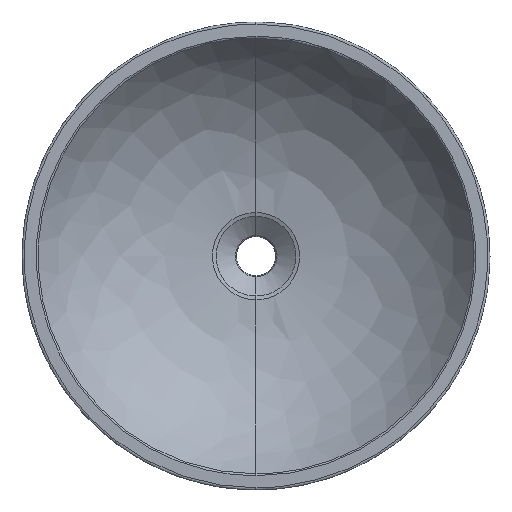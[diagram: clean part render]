
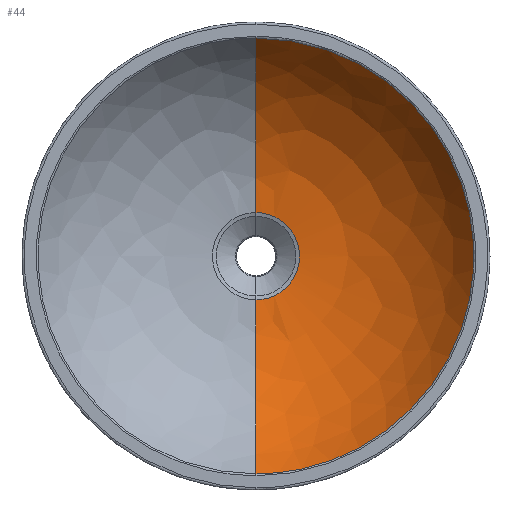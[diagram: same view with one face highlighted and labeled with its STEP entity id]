
A CAD part, top view. The second image highlights one B-rep face of the part: STEP entity #44.
In plain terms, the highlighted free-form (B-spline) face has degree [2, 2] with [9, 5] control points.
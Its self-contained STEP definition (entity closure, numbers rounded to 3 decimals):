
#44=ADVANCED_FACE('',(#84),#500,.T.);
#84=FACE_OUTER_BOUND('',#123,.T.);
#123=EDGE_LOOP('',(#176,#177,#178,#179));
#176=ORIENTED_EDGE('',*,*,#329,.F.);
#177=ORIENTED_EDGE('',*,*,#308,.T.);
#178=ORIENTED_EDGE('',*,*,#323,.F.);
#179=ORIENTED_EDGE('',*,*,#342,.F.);
#308=EDGE_CURVE('',#462,#463,#390,.T.);
#323=EDGE_CURVE('',#468,#463,#405,.T.);
#329=EDGE_CURVE('',#462,#469,#411,.T.);
#342=EDGE_CURVE('',#469,#468,#422,.T.);
#390=(
BOUNDED_CURVE()
B_SPLINE_CURVE(2,(#1564,#1565,#1566),.UNSPECIFIED.,.F.,.F.)
B_SPLINE_CURVE_WITH_KNOTS((3,3),(40.04,231.783),
 .UNSPECIFIED.)
CURVE()
GEOMETRIC_REPRESENTATION_ITEM()
RATIONAL_B_SPLINE_CURVE((1.,0.882,1.))
REPRESENTATION_ITEM('')
);
#405=(
BOUNDED_CURVE()
B_SPLINE_CURVE(2,(#1629,#1630,#1631,#1632,#1633),.UNSPECIFIED.,.F.,.F.)
B_SPLINE_CURVE_WITH_KNOTS((3,2,3),(0.,313.242,626.485),
 .UNSPECIFIED.)
CURVE()
GEOMETRIC_REPRESENTATION_ITEM()
RATIONAL_B_SPLINE_CURVE((1.,0.707,1.,0.707,1.))
REPRESENTATION_ITEM('')
);
#411=(
BOUNDED_CURVE()
B_SPLINE_CURVE(2,(#1655,#1656,#1657,#1658,#1659),.UNSPECIFIED.,.F.,.F.)
B_SPLINE_CURVE_WITH_KNOTS((3,2,3),(125.274,187.91,250.547),
 .UNSPECIFIED.)
CURVE()
GEOMETRIC_REPRESENTATION_ITEM()
RATIONAL_B_SPLINE_CURVE((1.,0.707,1.,0.707,1.))
REPRESENTATION_ITEM('')
);
#422=(
BOUNDED_CURVE()
B_SPLINE_CURVE(2,(#1708,#1709,#1710),.UNSPECIFIED.,.F.,.F.)
B_SPLINE_CURVE_WITH_KNOTS((3,3),(40.04,231.783),
 .UNSPECIFIED.)
CURVE()
GEOMETRIC_REPRESENTATION_ITEM()
RATIONAL_B_SPLINE_CURVE((1.,0.882,1.))
REPRESENTATION_ITEM('')
);
#462=VERTEX_POINT('',#1534);
#463=VERTEX_POINT('',#1535);
#468=VERTEX_POINT('',#1540);
#469=VERTEX_POINT('',#1541);
#500=(
BOUNDED_SURFACE()
B_SPLINE_SURFACE(2,2,((#658,#659,#660,#661,#662),(#663,#664,#665,#666,#667),
(#668,#669,#670,#671,#672),(#673,#674,#675,#676,#677),(#678,#679,#680,#681,
#682),(#683,#684,#685,#686,#687),(#688,#689,#690,#691,#692),(#693,#694,
#695,#696,#697),(#698,#699,#700,#701,#702)),.UNSPECIFIED.,.F.,.F.,.F.)
B_SPLINE_SURFACE_WITH_KNOTS((3,2,2,2,3),(3,2,3),(0.,170.503,341.006,
511.508,682.011),(0.,52.381,104.762),
 .UNSPECIFIED.)
GEOMETRIC_REPRESENTATION_ITEM()
RATIONAL_B_SPLINE_SURFACE(((1.,0.707,1.,0.707,1.),
(0.907,0.641,0.907,0.641,
0.907),(1.,0.707,1.,0.707,1.),(0.907,
0.641,0.907,0.641,0.907),
(1.,0.707,1.,0.707,1.),(0.907,0.641,
0.907,0.641,0.907),(1.,0.707,
1.,0.707,1.),(0.907,0.641,0.907,
0.641,0.907),(1.,0.707,1.,0.707,
1.)))
REPRESENTATION_ITEM('')
SURFACE()
);
#658=CARTESIAN_POINT('',(0.,17.806,0.));
#659=CARTESIAN_POINT('',(0.,17.806,0.));
#660=CARTESIAN_POINT('',(0.,17.806,0.));
#661=CARTESIAN_POINT('',(0.,17.806,0.));
#662=CARTESIAN_POINT('',(0.,17.806,0.));
#663=CARTESIAN_POINT('',(0.,2.29,89.752));
#664=CARTESIAN_POINT('',(89.752,2.29,89.752));
#665=CARTESIAN_POINT('',(89.752,2.29,0.));
#666=CARTESIAN_POINT('',(89.752,2.29,-89.752));
#667=CARTESIAN_POINT('',(0.,2.29,-89.752));
#668=CARTESIAN_POINT('',(0.,60.954,159.428));
#669=CARTESIAN_POINT('',(159.428,60.954,159.428));
#670=CARTESIAN_POINT('',(159.428,60.954,0.));
#671=CARTESIAN_POINT('',(159.428,60.954,-159.428));
#672=CARTESIAN_POINT('',(0.,60.954,-159.428));
#673=CARTESIAN_POINT('',(0.,119.619,229.104));
#674=CARTESIAN_POINT('',(229.104,119.619,229.104));
#675=CARTESIAN_POINT('',(229.104,119.619,0.));
#676=CARTESIAN_POINT('',(229.104,119.619,-229.104));
#677=CARTESIAN_POINT('',(0.,119.619,-229.104));
#678=CARTESIAN_POINT('',(0.,210.702,229.104));
#679=CARTESIAN_POINT('',(229.104,210.702,229.104));
#680=CARTESIAN_POINT('',(229.104,210.702,0.));
#681=CARTESIAN_POINT('',(229.104,210.702,-229.104));
#682=CARTESIAN_POINT('',(0.,210.702,-229.104));
#683=CARTESIAN_POINT('',(0.,301.786,229.104));
#684=CARTESIAN_POINT('',(229.104,301.786,229.104));
#685=CARTESIAN_POINT('',(229.104,301.786,0.));
#686=CARTESIAN_POINT('',(229.104,301.786,-229.104));
#687=CARTESIAN_POINT('',(0.,301.786,-229.104));
#688=CARTESIAN_POINT('',(0.,360.45,159.428));
#689=CARTESIAN_POINT('',(159.428,360.45,159.428));
#690=CARTESIAN_POINT('',(159.428,360.45,0.));
#691=CARTESIAN_POINT('',(159.428,360.45,-159.428));
#692=CARTESIAN_POINT('',(0.,360.45,-159.428));
#693=CARTESIAN_POINT('',(0.,419.114,89.752));
#694=CARTESIAN_POINT('',(89.752,419.114,89.752));
#695=CARTESIAN_POINT('',(89.752,419.114,0.));
#696=CARTESIAN_POINT('',(89.752,419.114,-89.752));
#697=CARTESIAN_POINT('',(0.,419.114,-89.752));
#698=CARTESIAN_POINT('',(0.,403.599,0.));
#699=CARTESIAN_POINT('',(0.,403.599,0.));
#700=CARTESIAN_POINT('',(0.,403.599,0.));
#701=CARTESIAN_POINT('',(0.,403.599,0.));
#702=CARTESIAN_POINT('',(0.,403.599,0.));
#1534=CARTESIAN_POINT('',(0.,15.054,39.876));
#1535=CARTESIAN_POINT('',(0.,107.059,199.416));
#1540=CARTESIAN_POINT('',(0.,107.059,-199.416));
#1541=CARTESIAN_POINT('',(0.,15.054,-39.876));
#1564=CARTESIAN_POINT('',(0.,15.054,39.876));
#1565=CARTESIAN_POINT('',(0.,18.534,144.168));
#1566=CARTESIAN_POINT('',(0.,107.059,199.416));
#1629=CARTESIAN_POINT('',(0.,107.059,-199.416));
#1630=CARTESIAN_POINT('',(199.416,107.059,-199.416));
#1631=CARTESIAN_POINT('',(199.416,107.059,0.));
#1632=CARTESIAN_POINT('',(199.416,107.059,199.416));
#1633=CARTESIAN_POINT('',(0.,107.059,199.416));
#1655=CARTESIAN_POINT('',(0.,15.054,39.876));
#1656=CARTESIAN_POINT('',(39.876,15.054,39.876));
#1657=CARTESIAN_POINT('',(39.876,15.054,0.));
#1658=CARTESIAN_POINT('',(39.876,15.054,-39.876));
#1659=CARTESIAN_POINT('',(0.,15.054,-39.876));
#1708=CARTESIAN_POINT('',(0.,15.054,-39.876));
#1709=CARTESIAN_POINT('',(0.,18.534,-144.168));
#1710=CARTESIAN_POINT('',(0.,107.059,-199.416));
